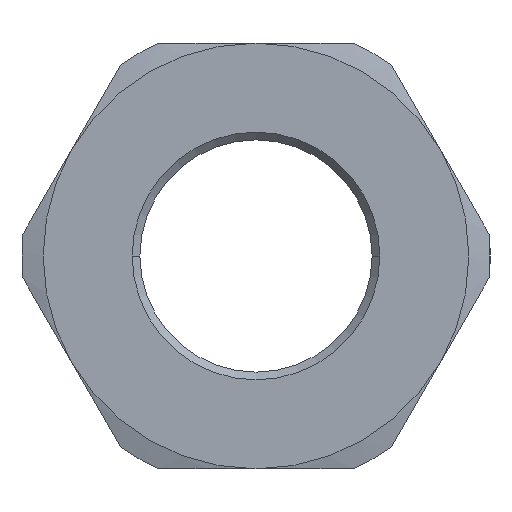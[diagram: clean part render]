
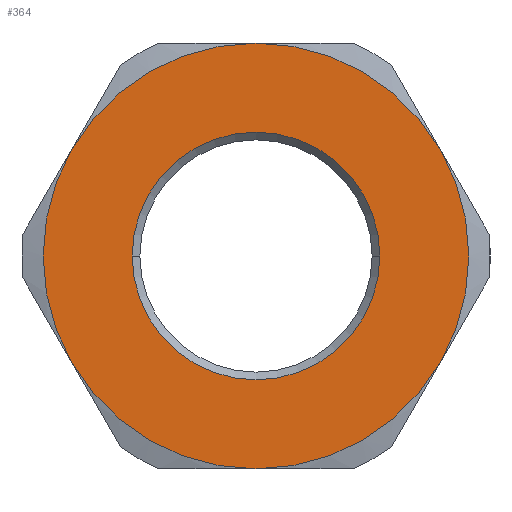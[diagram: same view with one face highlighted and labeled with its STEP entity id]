
A CAD part, left-side view. The second image highlights one B-rep face of the part: STEP entity #364.
In plain terms, the highlighted planar face has unit normal (-1, 0, 0).
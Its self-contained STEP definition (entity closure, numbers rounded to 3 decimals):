
#48 = ORIENTED_EDGE ( 'NONE', *, *, #252, .T. ) ;
#61 = AXIS2_PLACEMENT_3D ( 'NONE', #941, #756, #1129 ) ;
#72 = ORIENTED_EDGE ( 'NONE', *, *, #1038, .T. ) ;
#73 = EDGE_CURVE ( 'NONE', #1040, #781, #1100, .T. ) ;
#111 = CARTESIAN_POINT ( 'NONE',  ( 0., 0., 0. ) ) ;
#136 = CIRCLE ( 'NONE', #913, 27.5 ) ;
#153 = VERTEX_POINT ( 'NONE', #1076 ) ;
#190 = EDGE_CURVE ( 'NONE', #781, #153, #267, .T. ) ;
#192 = CARTESIAN_POINT ( 'NONE',  ( 0., 0., 0. ) ) ;
#215 = ORIENTED_EDGE ( 'NONE', *, *, #190, .F. ) ;
#218 = DIRECTION ( 'NONE',  ( 0., 0., 1. ) ) ;
#228 = CARTESIAN_POINT ( 'NONE',  ( 0., 0., 0. ) ) ;
#240 = CIRCLE ( 'NONE', #861, 27.5 ) ;
#241 = CIRCLE ( 'NONE', #596, 16. ) ;
#242 = CIRCLE ( 'NONE', #906, 27.5 ) ;
#246 = VERTEX_POINT ( 'NONE', #1110 ) ;
#252 = EDGE_CURVE ( 'NONE', #930, #281, #241, .T. ) ;
#267 = CIRCLE ( 'NONE', #345, 27.5 ) ;
#269 = DIRECTION ( 'NONE',  ( 1., 0., 0. ) ) ;
#271 = CARTESIAN_POINT ( 'NONE',  ( 0., 0., 0. ) ) ;
#279 = DIRECTION ( 'NONE',  ( 0., 0., -1. ) ) ;
#281 = VERTEX_POINT ( 'NONE', #932 ) ;
#307 = CARTESIAN_POINT ( 'NONE',  ( 0., -23.816, 13.75 ) ) ;
#321 = DIRECTION ( 'NONE',  ( 0., 0., -1. ) ) ;
#337 = EDGE_CURVE ( 'NONE', #246, #1040, #136, .T. ) ;
#345 = AXIS2_PLACEMENT_3D ( 'NONE', #433, #1083, #528 ) ;
#363 = DIRECTION ( 'NONE',  ( 0., 0., -1. ) ) ;
#364 = ADVANCED_FACE ( 'NONE', ( #862, #1118 ), #1027, .F. ) ;
#369 = ORIENTED_EDGE ( 'NONE', *, *, #832, .F. ) ;
#392 = CARTESIAN_POINT ( 'NONE',  ( 0., 0., -27.5 ) ) ;
#415 = CARTESIAN_POINT ( 'NONE',  ( 0., 0., 0. ) ) ;
#433 = CARTESIAN_POINT ( 'NONE',  ( 0., 0., 0. ) ) ;
#471 = CARTESIAN_POINT ( 'NONE',  ( 0., -16., 0. ) ) ;
#473 = CIRCLE ( 'NONE', #955, 27.5 ) ;
#490 = CARTESIAN_POINT ( 'NONE',  ( 0., 0., 0. ) ) ;
#495 = VERTEX_POINT ( 'NONE', #307 ) ;
#509 = DIRECTION ( 'NONE',  ( 0., 0., -1. ) ) ;
#528 = DIRECTION ( 'NONE',  ( 0., 0., -1. ) ) ;
#580 = DIRECTION ( 'NONE',  ( 0., 0., -1. ) ) ;
#582 = EDGE_CURVE ( 'NONE', #495, #246, #473, .T. ) ;
#596 = AXIS2_PLACEMENT_3D ( 'NONE', #271, #924, #363 ) ;
#604 = VERTEX_POINT ( 'NONE', #975 ) ;
#756 = DIRECTION ( 'NONE',  ( 1., 0., 0. ) ) ;
#777 = DIRECTION ( 'NONE',  ( -1., 0., 0. ) ) ;
#781 = VERTEX_POINT ( 'NONE', #1203 ) ;
#784 = AXIS2_PLACEMENT_3D ( 'NONE', #490, #1147, #580 ) ;
#804 = ORIENTED_EDGE ( 'NONE', *, *, #1085, .T. ) ;
#808 = ORIENTED_EDGE ( 'NONE', *, *, #337, .F. ) ;
#813 = EDGE_LOOP ( 'NONE', ( #48, #72 ) ) ;
#828 = CARTESIAN_POINT ( 'NONE',  ( 0., 0., 0. ) ) ;
#832 = EDGE_CURVE ( 'NONE', #604, #495, #240, .T. ) ;
#838 = DIRECTION ( 'NONE',  ( 1., 0., 0. ) ) ;
#861 = AXIS2_PLACEMENT_3D ( 'NONE', #828, #269, #921 ) ;
#862 = FACE_BOUND ( 'NONE', #813, .T. ) ;
#875 = DIRECTION ( 'NONE',  ( 1., 0., 0. ) ) ;
#902 = ORIENTED_EDGE ( 'NONE', *, *, #582, .F. ) ;
#906 = AXIS2_PLACEMENT_3D ( 'NONE', #111, #777, #218 ) ;
#913 = AXIS2_PLACEMENT_3D ( 'NONE', #192, #838, #279 ) ;
#921 = DIRECTION ( 'NONE',  ( 0., 0., -1. ) ) ;
#924 = DIRECTION ( 'NONE',  ( 1., 0., 0. ) ) ;
#930 = VERTEX_POINT ( 'NONE', #471 ) ;
#932 = CARTESIAN_POINT ( 'NONE',  ( 0., 16., 0. ) ) ;
#940 = AXIS2_PLACEMENT_3D ( 'NONE', #415, #1064, #509 ) ;
#941 = CARTESIAN_POINT ( 'NONE',  ( 0., 0., 0. ) ) ;
#955 = AXIS2_PLACEMENT_3D ( 'NONE', #228, #875, #321 ) ;
#975 = CARTESIAN_POINT ( 'NONE',  ( 0., 0., 27.5 ) ) ;
#991 = ORIENTED_EDGE ( 'NONE', *, *, #73, .F. ) ;
#1016 = EDGE_LOOP ( 'NONE', ( #991, #808, #902, #369, #804, #215 ) ) ;
#1027 = PLANE ( 'NONE',  #61 ) ;
#1035 = CIRCLE ( 'NONE', #784, 16. ) ;
#1038 = EDGE_CURVE ( 'NONE', #281, #930, #1035, .T. ) ;
#1040 = VERTEX_POINT ( 'NONE', #392 ) ;
#1064 = DIRECTION ( 'NONE',  ( 1., 0., 0. ) ) ;
#1076 = CARTESIAN_POINT ( 'NONE',  ( 0., 23.816, 13.75 ) ) ;
#1083 = DIRECTION ( 'NONE',  ( 1., 0., 0. ) ) ;
#1085 = EDGE_CURVE ( 'NONE', #604, #153, #242, .T. ) ;
#1100 = CIRCLE ( 'NONE', #940, 27.5 ) ;
#1110 = CARTESIAN_POINT ( 'NONE',  ( 0., -23.816, -13.75 ) ) ;
#1118 = FACE_OUTER_BOUND ( 'NONE', #1016, .T. ) ;
#1129 = DIRECTION ( 'NONE',  ( 0., 0., -1. ) ) ;
#1147 = DIRECTION ( 'NONE',  ( 1., 0., 0. ) ) ;
#1203 = CARTESIAN_POINT ( 'NONE',  ( 0., 23.816, -13.75 ) ) ;
